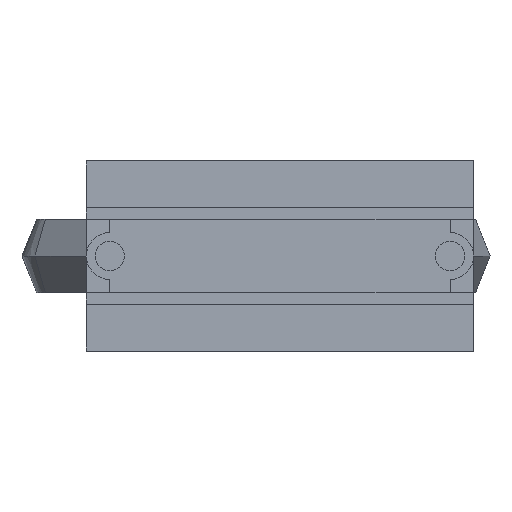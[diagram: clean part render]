
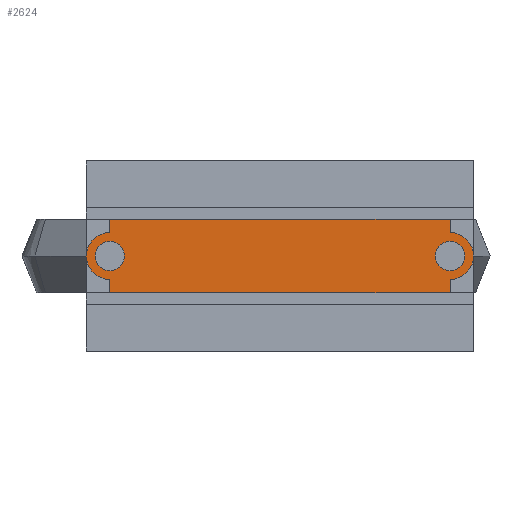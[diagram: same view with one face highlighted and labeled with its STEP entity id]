
A CAD part, front view. The second image highlights one B-rep face of the part: STEP entity #2624.
In plain terms, the highlighted planar face has unit normal (0, -1, 0).
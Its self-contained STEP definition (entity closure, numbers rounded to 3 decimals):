
#66 = DIRECTION ( 'NONE',  ( 0., -1., 0. ) ) ;
#73 = VERTEX_POINT ( 'NONE', #2656 ) ;
#84 = VECTOR ( 'NONE', #805, 1000. ) ;
#129 = VERTEX_POINT ( 'NONE', #1099 ) ;
#172 = CARTESIAN_POINT ( 'NONE',  ( -78.27, -13., 12.5 ) ) ;
#281 = CARTESIAN_POINT ( 'NONE',  ( -73.27, -13., 12.5 ) ) ;
#337 = CIRCLE ( 'NONE', #1224, 5. ) ;
#344 = DIRECTION ( 'NONE',  ( 1., 0., 0. ) ) ;
#351 = ORIENTED_EDGE ( 'NONE', *, *, #3064, .F. ) ;
#372 = ORIENTED_EDGE ( 'NONE', *, *, #1201, .T. ) ;
#373 = EDGE_CURVE ( 'NONE', #950, #73, #1748, .T. ) ;
#398 = EDGE_CURVE ( 'NONE', #1952, #2709, #3172, .T. ) ;
#428 = LINE ( 'NONE', #2976, #997 ) ;
#431 = ORIENTED_EDGE ( 'NONE', *, *, #2225, .T. ) ;
#449 = AXIS2_PLACEMENT_3D ( 'NONE', #1768, #2568, #1753 ) ;
#451 = CIRCLE ( 'NONE', #3045, 8. ) ;
#511 = AXIS2_PLACEMENT_3D ( 'NONE', #2488, #2252, #2753 ) ;
#533 = ORIENTED_EDGE ( 'NONE', *, *, #3295, .F. ) ;
#548 = VERTEX_POINT ( 'NONE', #1553 ) ;
#552 = DIRECTION ( 'NONE',  ( 1., 0., 0. ) ) ;
#561 = ORIENTED_EDGE ( 'NONE', *, *, #1545, .T. ) ;
#614 = ORIENTED_EDGE ( 'NONE', *, *, #373, .T. ) ;
#646 = ORIENTED_EDGE ( 'NONE', *, *, #2482, .T. ) ;
#667 = EDGE_CURVE ( 'NONE', #2504, #129, #2159, .T. ) ;
#763 = VECTOR ( 'NONE', #903, 1000. ) ;
#798 = DIRECTION ( 'NONE',  ( 0., -1., 0. ) ) ;
#805 = DIRECTION ( 'NONE',  ( 0., 0., 1. ) ) ;
#825 = DIRECTION ( 'NONE',  ( 0., 0., 1. ) ) ;
#862 = DIRECTION ( 'NONE',  ( 0., 0., 1. ) ) ;
#880 = CARTESIAN_POINT ( 'NONE',  ( 43.082, -13., 4.5 ) ) ;
#903 = DIRECTION ( 'NONE',  ( 0., 0., 1. ) ) ;
#935 = VERTEX_POINT ( 'NONE', #2919 ) ;
#950 = VERTEX_POINT ( 'NONE', #1886 ) ;
#997 = VECTOR ( 'NONE', #862, 1000. ) ;
#1017 = ORIENTED_EDGE ( 'NONE', *, *, #3175, .F. ) ;
#1019 = VERTEX_POINT ( 'NONE', #880 ) ;
#1024 = LINE ( 'NONE', #3130, #2831 ) ;
#1029 = DIRECTION ( 'NONE',  ( 1., 0., 0. ) ) ;
#1036 = FACE_OUTER_BOUND ( 'NONE', #3269, .T. ) ;
#1039 = DIRECTION ( 'NONE',  ( 1., 0., 0. ) ) ;
#1099 = CARTESIAN_POINT ( 'NONE',  ( 48.082, -13., 12.5 ) ) ;
#1124 = CARTESIAN_POINT ( 'NONE',  ( 43.082, -13., 12.5 ) ) ;
#1133 = CARTESIAN_POINT ( 'NONE',  ( 38.082, -13., 12.5 ) ) ;
#1185 = CARTESIAN_POINT ( 'NONE',  ( -73.27, -13., 4.5 ) ) ;
#1201 = EDGE_CURVE ( 'NONE', #1019, #548, #1589, .T. ) ;
#1224 = AXIS2_PLACEMENT_3D ( 'NONE', #281, #2137, #552 ) ;
#1304 = CARTESIAN_POINT ( 'NONE',  ( 43.082, -13., 12.5 ) ) ;
#1360 = CARTESIAN_POINT ( 'NONE',  ( 43.082, -13., 0. ) ) ;
#1437 = LINE ( 'NONE', #1360, #84 ) ;
#1526 = DIRECTION ( 'NONE',  ( -1., 0., 0. ) ) ;
#1545 = EDGE_CURVE ( 'NONE', #2719, #1692, #451, .T. ) ;
#1553 = CARTESIAN_POINT ( 'NONE',  ( 51.082, -13., 12.5 ) ) ;
#1589 = CIRCLE ( 'NONE', #2578, 8. ) ;
#1692 = VERTEX_POINT ( 'NONE', #1185 ) ;
#1726 = PLANE ( 'NONE',  #511 ) ;
#1743 = FACE_BOUND ( 'NONE', #2426, .T. ) ;
#1748 = LINE ( 'NONE', #2111, #2359 ) ;
#1753 = DIRECTION ( 'NONE',  ( 1., 0., 0. ) ) ;
#1768 = CARTESIAN_POINT ( 'NONE',  ( 43.082, -13., 12.5 ) ) ;
#1770 = AXIS2_PLACEMENT_3D ( 'NONE', #1843, #2606, #1029 ) ;
#1772 = EDGE_CURVE ( 'NONE', #548, #3338, #3302, .T. ) ;
#1822 = DIRECTION ( 'NONE',  ( 1., 0., 0. ) ) ;
#1833 = AXIS2_PLACEMENT_3D ( 'NONE', #1124, #1895, #3236 ) ;
#1843 = CARTESIAN_POINT ( 'NONE',  ( -73.27, -13., 12.5 ) ) ;
#1864 = DIRECTION ( 'NONE',  ( 1., 0., 0. ) ) ;
#1886 = CARTESIAN_POINT ( 'NONE',  ( -73.27, -13., 0. ) ) ;
#1895 = DIRECTION ( 'NONE',  ( 0., -1., 0. ) ) ;
#1919 = VECTOR ( 'NONE', #825, 1000. ) ;
#1947 = CARTESIAN_POINT ( 'NONE',  ( 43.082, -13., 20.5 ) ) ;
#1952 = VERTEX_POINT ( 'NONE', #3090 ) ;
#2003 = AXIS2_PLACEMENT_3D ( 'NONE', #2993, #2047, #1822 ) ;
#2005 = EDGE_CURVE ( 'NONE', #3338, #3080, #2873, .T. ) ;
#2047 = DIRECTION ( 'NONE',  ( 0., -1., 0. ) ) ;
#2111 = CARTESIAN_POINT ( 'NONE',  ( -81.27, -13., 0. ) ) ;
#2137 = DIRECTION ( 'NONE',  ( 0., -1., 0. ) ) ;
#2159 = CIRCLE ( 'NONE', #2003, 5. ) ;
#2200 = FACE_BOUND ( 'NONE', #2520, .T. ) ;
#2225 = EDGE_CURVE ( 'NONE', #3080, #935, #1024, .T. ) ;
#2252 = DIRECTION ( 'NONE',  ( 0., -1., 0. ) ) ;
#2359 = VECTOR ( 'NONE', #1864, 1000. ) ;
#2398 = ORIENTED_EDGE ( 'NONE', *, *, #1772, .T. ) ;
#2426 = EDGE_LOOP ( 'NONE', ( #533, #3032 ) ) ;
#2482 = EDGE_CURVE ( 'NONE', #73, #1019, #1437, .T. ) ;
#2488 = CARTESIAN_POINT ( 'NONE',  ( 0., -13., 0. ) ) ;
#2504 = VERTEX_POINT ( 'NONE', #1133 ) ;
#2520 = EDGE_LOOP ( 'NONE', ( #2891, #1017 ) ) ;
#2527 = ORIENTED_EDGE ( 'NONE', *, *, #2005, .T. ) ;
#2568 = DIRECTION ( 'NONE',  ( 0., -1., 0. ) ) ;
#2578 = AXIS2_PLACEMENT_3D ( 'NONE', #1304, #798, #1039 ) ;
#2606 = DIRECTION ( 'NONE',  ( 0., -1., 0. ) ) ;
#2624 = ADVANCED_FACE ( 'NONE', ( #2200, #1743, #1036 ), #1726, .T. ) ;
#2637 = CARTESIAN_POINT ( 'NONE',  ( 43.082, -13., 0. ) ) ;
#2656 = CARTESIAN_POINT ( 'NONE',  ( 43.082, -13., 0. ) ) ;
#2683 = CARTESIAN_POINT ( 'NONE',  ( -73.27, -13., 0. ) ) ;
#2709 = VERTEX_POINT ( 'NONE', #172 ) ;
#2719 = VERTEX_POINT ( 'NONE', #3083 ) ;
#2753 = DIRECTION ( 'NONE',  ( 1., 0., 0. ) ) ;
#2796 = ORIENTED_EDGE ( 'NONE', *, *, #2916, .F. ) ;
#2831 = VECTOR ( 'NONE', #1526, 1000. ) ;
#2849 = LINE ( 'NONE', #2683, #1919 ) ;
#2873 = LINE ( 'NONE', #2637, #763 ) ;
#2891 = ORIENTED_EDGE ( 'NONE', *, *, #398, .F. ) ;
#2916 = EDGE_CURVE ( 'NONE', #2719, #935, #428, .T. ) ;
#2919 = CARTESIAN_POINT ( 'NONE',  ( -73.27, -13., 25. ) ) ;
#2940 = CARTESIAN_POINT ( 'NONE',  ( 43.082, -13., 25. ) ) ;
#2976 = CARTESIAN_POINT ( 'NONE',  ( -73.27, -13., 0. ) ) ;
#2981 = CIRCLE ( 'NONE', #1833, 5. ) ;
#2993 = CARTESIAN_POINT ( 'NONE',  ( 43.082, -13., 12.5 ) ) ;
#3032 = ORIENTED_EDGE ( 'NONE', *, *, #667, .F. ) ;
#3045 = AXIS2_PLACEMENT_3D ( 'NONE', #3210, #66, #344 ) ;
#3064 = EDGE_CURVE ( 'NONE', #950, #1692, #2849, .T. ) ;
#3080 = VERTEX_POINT ( 'NONE', #2940 ) ;
#3083 = CARTESIAN_POINT ( 'NONE',  ( -73.27, -13., 20.5 ) ) ;
#3090 = CARTESIAN_POINT ( 'NONE',  ( -68.27, -13., 12.5 ) ) ;
#3130 = CARTESIAN_POINT ( 'NONE',  ( -81.27, -13., 25. ) ) ;
#3172 = CIRCLE ( 'NONE', #1770, 5. ) ;
#3175 = EDGE_CURVE ( 'NONE', #2709, #1952, #337, .T. ) ;
#3210 = CARTESIAN_POINT ( 'NONE',  ( -73.27, -13., 12.5 ) ) ;
#3236 = DIRECTION ( 'NONE',  ( 1., 0., 0. ) ) ;
#3269 = EDGE_LOOP ( 'NONE', ( #372, #2398, #2527, #431, #2796, #561, #351, #614, #646 ) ) ;
#3295 = EDGE_CURVE ( 'NONE', #129, #2504, #2981, .T. ) ;
#3302 = CIRCLE ( 'NONE', #449, 8. ) ;
#3338 = VERTEX_POINT ( 'NONE', #1947 ) ;
